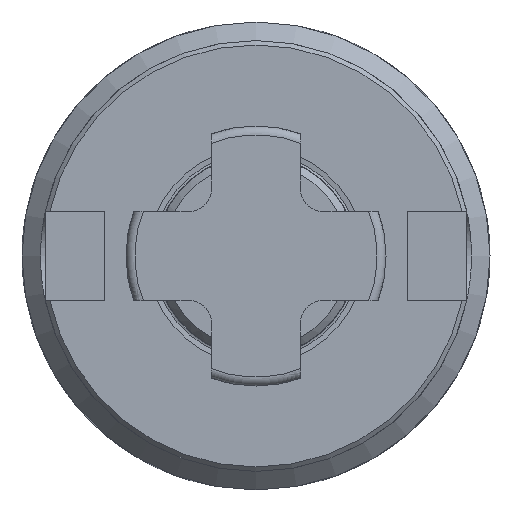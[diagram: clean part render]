
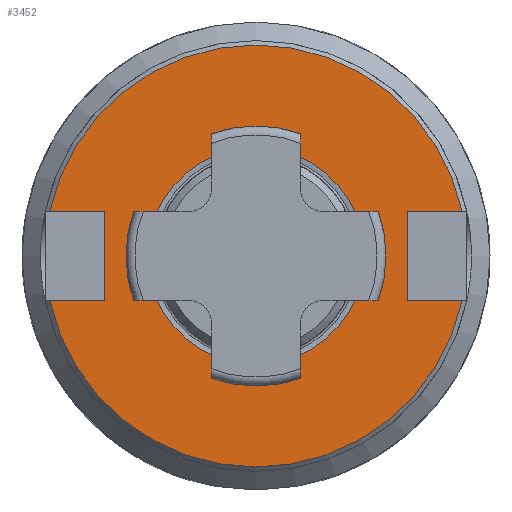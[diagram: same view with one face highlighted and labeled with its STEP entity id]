
A CAD part, left-side view. The second image highlights one B-rep face of the part: STEP entity #3452.
In plain terms, the highlighted planar face has unit normal (-1, 0, 0).
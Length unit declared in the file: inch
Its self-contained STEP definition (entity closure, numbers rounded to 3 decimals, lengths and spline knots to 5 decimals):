
#43=FACE_BOUND('',#927,.T.);
#345=LINE('',#5327,#526);
#349=LINE('',#5335,#530);
#356=LINE('',#5361,#537);
#363=LINE('',#5413,#544);
#367=LINE('',#5421,#548);
#370=LINE('',#5427,#551);
#526=VECTOR('',#4243,0.3937);
#530=VECTOR('',#4249,0.3937);
#537=VECTOR('',#4272,0.3937);
#544=VECTOR('',#4291,0.3937);
#548=VECTOR('',#4297,0.3937);
#551=VECTOR('',#4302,0.3937);
#734=FACE_OUTER_BOUND('',#926,.T.);
#926=EDGE_LOOP('',(#2581,#2582,#2583,#2584,#2585,#2586,#2587,#2588));
#927=EDGE_LOOP('',(#2589,#2590));
#1124=CIRCLE('',#3756,1.11811);
#1125=CIRCLE('',#3757,1.11811);
#1126=CIRCLE('',#3758,0.5748);
#1127=CIRCLE('',#3759,0.5748);
#1326=VERTEX_POINT('',#5321);
#1328=VERTEX_POINT('',#5326);
#1331=VERTEX_POINT('',#5334);
#1339=VERTEX_POINT('',#5356);
#1347=VERTEX_POINT('',#5407);
#1349=VERTEX_POINT('',#5412);
#1352=VERTEX_POINT('',#5420);
#1354=VERTEX_POINT('',#5426);
#1415=VERTEX_POINT('',#5992);
#1416=VERTEX_POINT('',#5993);
#1723=EDGE_CURVE('',#1328,#1326,#345,.T.);
#1727=EDGE_CURVE('',#1331,#1328,#349,.T.);
#1739=EDGE_CURVE('',#1339,#1331,#356,.T.);
#1752=EDGE_CURVE('',#1349,#1347,#363,.T.);
#1756=EDGE_CURVE('',#1352,#1349,#367,.T.);
#1759=EDGE_CURVE('',#1354,#1352,#370,.T.);
#1847=EDGE_CURVE('',#1339,#1347,#1124,.T.);
#1848=EDGE_CURVE('',#1354,#1326,#1125,.T.);
#1849=EDGE_CURVE('',#1415,#1416,#1126,.T.);
#1850=EDGE_CURVE('',#1416,#1415,#1127,.T.);
#2581=ORIENTED_EDGE('',*,*,#1759,.T.);
#2582=ORIENTED_EDGE('',*,*,#1756,.T.);
#2583=ORIENTED_EDGE('',*,*,#1752,.T.);
#2584=ORIENTED_EDGE('',*,*,#1847,.F.);
#2585=ORIENTED_EDGE('',*,*,#1739,.T.);
#2586=ORIENTED_EDGE('',*,*,#1727,.T.);
#2587=ORIENTED_EDGE('',*,*,#1723,.T.);
#2588=ORIENTED_EDGE('',*,*,#1848,.F.);
#2589=ORIENTED_EDGE('',*,*,#1849,.T.);
#2590=ORIENTED_EDGE('',*,*,#1850,.T.);
#3142=PLANE('',#3755);
#3452=ADVANCED_FACE('',(#734,#43),#3142,.T.);
#3755=AXIS2_PLACEMENT_3D('',#5989,#4445,#4446);
#3756=AXIS2_PLACEMENT_3D('',#5990,#4447,#4448);
#3757=AXIS2_PLACEMENT_3D('',#5991,#4449,#4450);
#3758=AXIS2_PLACEMENT_3D('',#5994,#4451,#4452);
#3759=AXIS2_PLACEMENT_3D('',#5995,#4453,#4454);
#4243=DIRECTION('',(0.,1.,0.));
#4249=DIRECTION('',(0.,0.,-1.));
#4272=DIRECTION('',(0.,-1.,0.));
#4291=DIRECTION('',(0.,-1.,0.));
#4297=DIRECTION('',(0.,0.,1.));
#4302=DIRECTION('',(0.,1.,0.));
#4445=DIRECTION('center_axis',(-1.,0.,0.));
#4446=DIRECTION('ref_axis',(0.,1.,0.));
#4447=DIRECTION('center_axis',(1.,0.,0.));
#4448=DIRECTION('ref_axis',(0.,0.,
1.));
#4449=DIRECTION('center_axis',(1.,0.,0.));
#4450=DIRECTION('ref_axis',(0.,0.,
1.));
#4451=DIRECTION('center_axis',(1.,0.,0.));
#4452=DIRECTION('ref_axis',(0.,0.,
-1.));
#4453=DIRECTION('center_axis',(1.,0.,0.));
#4454=DIRECTION('ref_axis',(0.,0.,
-1.));
#5321=CARTESIAN_POINT('',(1.63321,1.43148,-0.48224));
#5326=CARTESIAN_POINT('',(1.63321,1.14057,-0.48224));
#5327=CARTESIAN_POINT('',(1.63321,0.90947,-0.48224));
#5334=CARTESIAN_POINT('',(1.63321,1.14057,-0.0098));
#5335=CARTESIAN_POINT('',(1.63321,1.14057,-0.66433));
#5356=CARTESIAN_POINT('',(1.63321,1.43148,-0.0098));
#5361=CARTESIAN_POINT('',(1.63321,0.90947,-0.0098));
#5407=CARTESIAN_POINT('',(1.63321,-0.75427,-0.0098));
#5412=CARTESIAN_POINT('',(1.63321,-0.46336,-0.0098));
#5413=CARTESIAN_POINT('',(1.63321,-0.23226,-0.0098));
#5420=CARTESIAN_POINT('',(1.63321,-0.46336,-0.48224));
#5421=CARTESIAN_POINT('',(1.63321,-0.46336,-0.66433));
#5426=CARTESIAN_POINT('',(1.63321,-0.75427,-0.48224));
#5427=CARTESIAN_POINT('',(1.63321,-0.23226,-0.48224));
#5989=CARTESIAN_POINT('Origin',(1.63321,0.3386,-1.08264));
#5990=CARTESIAN_POINT('Origin',(1.63321,0.3386,-0.24602));
#5991=CARTESIAN_POINT('Origin',(1.63321,0.3386,-0.24602));
#5992=CARTESIAN_POINT('',(1.63321,0.3386,-0.82083));
#5993=CARTESIAN_POINT('',(1.63321,0.3386,0.32878));
#5994=CARTESIAN_POINT('Origin',(1.63321,0.3386,-0.24602));
#5995=CARTESIAN_POINT('Origin',(1.63321,0.3386,-0.24602));
